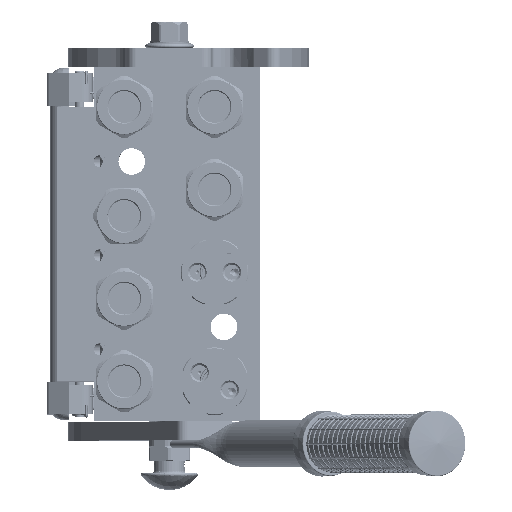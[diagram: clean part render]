
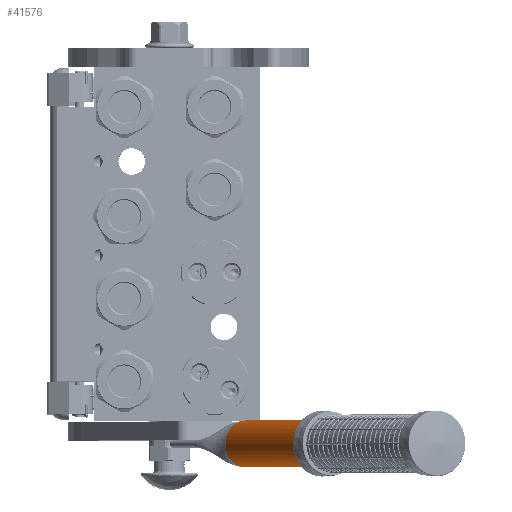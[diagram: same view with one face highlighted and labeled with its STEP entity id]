
A CAD part, top view. The second image highlights one B-rep face of the part: STEP entity #41576.
In plain terms, the highlighted cylindrical face has radius 12.5 mm (diameter 25 mm), a partial arc.
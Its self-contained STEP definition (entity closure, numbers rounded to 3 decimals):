
#3253 = VERTEX_POINT ( 'NONE', #217891 ) ;
#5681 = CIRCLE ( 'NONE', #130405, 12.5 ) ;
#6050 = CARTESIAN_POINT ( 'NONE',  ( 12.5, 198., 0. ) ) ;
#11939 = ORIENTED_EDGE ( 'NONE', *, *, #195293, .F. ) ;
#17734 = EDGE_CURVE ( 'NONE', #3253, #157394, #48925, .T. ) ;
#21038 = DIRECTION ( 'NONE',  ( 0., 1., 0. ) ) ;
#22792 = DIRECTION ( 'NONE',  ( -0.994, 0., 0.109 ) ) ;
#28421 = CARTESIAN_POINT ( 'NONE',  ( -12.494, 0.221, 0.449 ) ) ;
#38544 = CARTESIAN_POINT ( 'NONE',  ( -12.5, 198., 0. ) ) ;
#39668 = CARTESIAN_POINT ( 'NONE',  ( -12.5, 0.24, 0. ) ) ;
#40463 = CARTESIAN_POINT ( 'NONE',  ( 12.492, 0.214, 0.452 ) ) ;
#41109 = DIRECTION ( 'NONE',  ( 0., 1., 0. ) ) ;
#41576 = ADVANCED_FACE ( 'NONE', ( #77264 ), #62350, .T. ) ;
#41920 = CARTESIAN_POINT ( 'NONE',  ( 0., 0., 0. ) ) ;
#42077 = VERTEX_POINT ( 'NONE', #146603 ) ;
#43675 = CIRCLE ( 'NONE', #77320, 12.5 ) ;
#47638 = CARTESIAN_POINT ( 'NONE',  ( -12.5, 0.24, 0. ) ) ;
#48925 = B_SPLINE_CURVE_WITH_KNOTS ( 'NONE', 3,
 ( #240089, #162628, #125095, #142628, #65875, #85906, #161819, #145067, #161008, #50040, #85079, #218428, #180215, #28421, #143440, #47638 ),
 .UNSPECIFIED., .F., .F.,
 ( 4, 2, 1, 2, 2, 1, 2, 2, 4 ),
 ( 0., 0.25, 0.312, 0.328, 0.344, 0.375, 0.437, 0.5, 1. ),
 .UNSPECIFIED. ) ;
#50040 = CARTESIAN_POINT ( 'NONE',  ( -12.471, 0.146, 0.847 ) ) ;
#62350 = CYLINDRICAL_SURFACE ( 'NONE', #185822, 12.5 ) ;
#65875 = CARTESIAN_POINT ( 'NONE',  ( -12.464, 0.121, 0.953 ) ) ;
#70295 = VECTOR ( 'NONE', #232190, 1000. ) ;
#75854 = LINE ( 'NONE', #102886, #99534 ) ;
#77264 = FACE_OUTER_BOUND ( 'NONE', #200771, .T. ) ;
#77320 = AXIS2_PLACEMENT_3D ( 'NONE', #41920, #41109, #22792 ) ;
#78778 = CARTESIAN_POINT ( 'NONE',  ( 12.484, 0.186, 0.638 ) ) ;
#80529 = VERTEX_POINT ( 'NONE', #6050 ) ;
#85079 = CARTESIAN_POINT ( 'NONE',  ( -12.474, 0.155, 0.804 ) ) ;
#85906 = CARTESIAN_POINT ( 'NONE',  ( -12.466, 0.127, 0.927 ) ) ;
#87800 = VERTEX_POINT ( 'NONE', #38544 ) ;
#94854 = ORIENTED_EDGE ( 'NONE', *, *, #225809, .F. ) ;
#95227 = CARTESIAN_POINT ( 'NONE',  ( 0., 0., 0. ) ) ;
#95535 = CARTESIAN_POINT ( 'NONE',  ( 12.472, 0.146, 0.859 ) ) ;
#99534 = VECTOR ( 'NONE', #238710, 1000. ) ;
#102886 = CARTESIAN_POINT ( 'NONE',  ( 12.5, 0.24, 0. ) ) ;
#104097 = B_SPLINE_CURVE_WITH_KNOTS ( 'NONE', 3,
 ( #226374, #169782, #188943, #247266, #40463, #116363, #133042, #78778, #208855, #114725, #173891, #153908, #95535, #191369, #211319 ),
 .UNSPECIFIED., .F., .F.,
 ( 4, 2, 2, 1, 1, 1, 2, 2, 4 ),
 ( 0., 0.25, 0.375, 0.437, 0.469, 0.484, 0.492, 0.5, 1. ),
 .UNSPECIFIED. ) ;
#110172 = EDGE_CURVE ( 'NONE', #87800, #80529, #5681, .T. ) ;
#113285 = DIRECTION ( 'NONE',  ( 0., 1., 0. ) ) ;
#113318 = ORIENTED_EDGE ( 'NONE', *, *, #118902, .T. ) ;
#113346 = EDGE_CURVE ( 'NONE', #118765, #80529, #75854, .T. ) ;
#114725 = CARTESIAN_POINT ( 'NONE',  ( 12.482, 0.18, 0.676 ) ) ;
#116363 = CARTESIAN_POINT ( 'NONE',  ( 12.488, 0.202, 0.541 ) ) ;
#118765 = VERTEX_POINT ( 'NONE', #233077 ) ;
#118902 = EDGE_CURVE ( 'NONE', #3253, #201816, #43675, .T. ) ;
#125095 = CARTESIAN_POINT ( 'NONE',  ( -12.452, 0.083, 1.1 ) ) ;
#130405 = AXIS2_PLACEMENT_3D ( 'NONE', #170025, #113285, #154152 ) ;
#133042 = CARTESIAN_POINT ( 'NONE',  ( 12.486, 0.195, 0.586 ) ) ;
#142628 = CARTESIAN_POINT ( 'NONE',  ( -12.461, 0.114, 0.981 ) ) ;
#143440 = CARTESIAN_POINT ( 'NONE',  ( -12.5, 0.24, 0.216 ) ) ;
#145067 = CARTESIAN_POINT ( 'NONE',  ( -12.467, 0.131, 0.91 ) ) ;
#146603 = CARTESIAN_POINT ( 'NONE',  ( 12.426, 0., 1.36 ) ) ;
#153908 = CARTESIAN_POINT ( 'NONE',  ( 12.481, 0.178, 0.688 ) ) ;
#154152 = DIRECTION ( 'NONE',  ( -1., 0., 0. ) ) ;
#154409 = DIRECTION ( 'NONE',  ( -0.994, 0., 0.109 ) ) ;
#157394 = VERTEX_POINT ( 'NONE', #235554 ) ;
#158669 = CARTESIAN_POINT ( 'NONE',  ( 0., 0., 12.5 ) ) ;
#161008 = CARTESIAN_POINT ( 'NONE',  ( -12.468, 0.136, 0.889 ) ) ;
#161819 = CARTESIAN_POINT ( 'NONE',  ( -12.466, 0.13, 0.917 ) ) ;
#162628 = CARTESIAN_POINT ( 'NONE',  ( -12.441, 0.049, 1.219 ) ) ;
#163365 = EDGE_CURVE ( 'NONE', #201816, #42077, #221055, .T. ) ;
#164273 = AXIS2_PLACEMENT_3D ( 'NONE', #95227, #21038, #154409 ) ;
#169782 = CARTESIAN_POINT ( 'NONE',  ( 12.5, 0.24, 0.108 ) ) ;
#170025 = CARTESIAN_POINT ( 'NONE',  ( 0., 198., 0. ) ) ;
#173891 = CARTESIAN_POINT ( 'NONE',  ( 12.481, 0.178, 0.683 ) ) ;
#180215 = CARTESIAN_POINT ( 'NONE',  ( -12.479, 0.172, 0.721 ) ) ;
#185822 = AXIS2_PLACEMENT_3D ( 'NONE', #220976, #240171, #240988 ) ;
#188943 = CARTESIAN_POINT ( 'NONE',  ( 12.499, 0.235, 0.221 ) ) ;
#191369 = CARTESIAN_POINT ( 'NONE',  ( 12.456, 0.096, 1.087 ) ) ;
#195293 = EDGE_CURVE ( 'NONE', #157394, #87800, #207649, .T. ) ;
#198944 = ORIENTED_EDGE ( 'NONE', *, *, #17734, .F. ) ;
#200771 = EDGE_LOOP ( 'NONE', ( #242896, #236346, #11939, #198944, #113318, #204205, #94854 ) ) ;
#201816 = VERTEX_POINT ( 'NONE', #158669 ) ;
#204205 = ORIENTED_EDGE ( 'NONE', *, *, #163365, .T. ) ;
#207649 = LINE ( 'NONE', #39668, #70295 ) ;
#208855 = CARTESIAN_POINT ( 'NONE',  ( 12.482, 0.182, 0.665 ) ) ;
#211319 = CARTESIAN_POINT ( 'NONE',  ( 12.426, 0., 1.36 ) ) ;
#217891 = CARTESIAN_POINT ( 'NONE',  ( -12.426, 0., 1.36 ) ) ;
#218428 = CARTESIAN_POINT ( 'NONE',  ( -12.478, 0.167, 0.748 ) ) ;
#220976 = CARTESIAN_POINT ( 'NONE',  ( 0., 0., 0. ) ) ;
#221055 = CIRCLE ( 'NONE', #164273, 12.5 ) ;
#225809 = EDGE_CURVE ( 'NONE', #118765, #42077, #104097, .T. ) ;
#226374 = CARTESIAN_POINT ( 'NONE',  ( 12.5, 0.24, 0. ) ) ;
#232190 = DIRECTION ( 'NONE',  ( 0., 1., 0. ) ) ;
#233077 = CARTESIAN_POINT ( 'NONE',  ( 12.5, 0.24, 0. ) ) ;
#235554 = CARTESIAN_POINT ( 'NONE',  ( -12.5, 0.24, 0. ) ) ;
#236346 = ORIENTED_EDGE ( 'NONE', *, *, #110172, .F. ) ;
#238710 = DIRECTION ( 'NONE',  ( 0., 1., 0. ) ) ;
#240089 = CARTESIAN_POINT ( 'NONE',  ( -12.426, 0., 1.36 ) ) ;
#240171 = DIRECTION ( 'NONE',  ( 0., -1., 0. ) ) ;
#240988 = DIRECTION ( 'NONE',  ( 1., 0., 0. ) ) ;
#242896 = ORIENTED_EDGE ( 'NONE', *, *, #113346, .T. ) ;
#247266 = CARTESIAN_POINT ( 'NONE',  ( 12.494, 0.22, 0.394 ) ) ;
